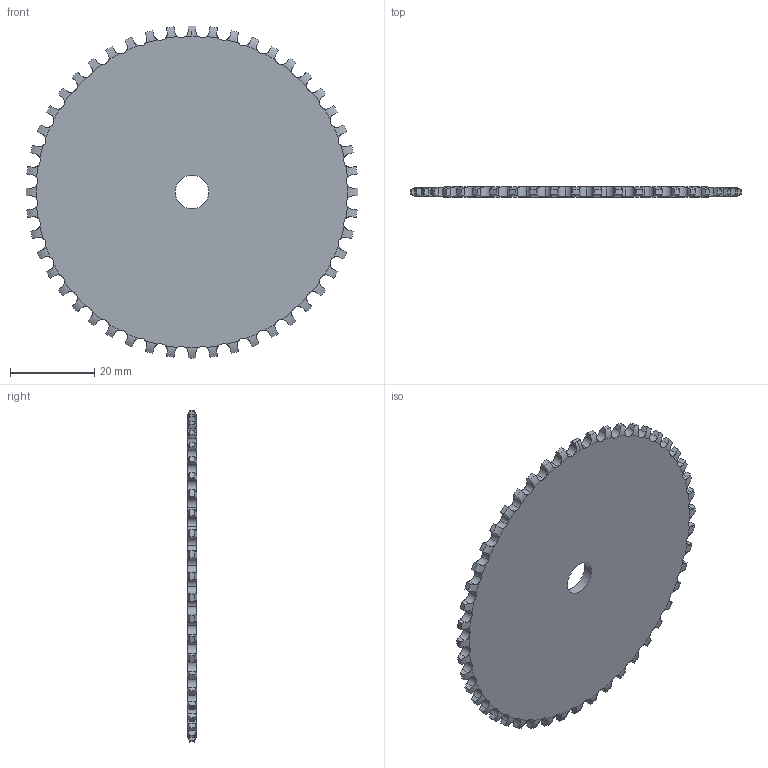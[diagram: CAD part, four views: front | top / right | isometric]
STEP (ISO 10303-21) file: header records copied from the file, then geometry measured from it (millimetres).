
FILE_DESCRIPTION(('FreeCAD Model'),'2;1');
FILE_NAME('Open CASCADE Shape Model','2021-12-27T17:23:13',('FreeCAD'),( 'FreeCAD'),'Open CASCADE STEP processor 7.4','FreeCAD','Unknown');
FILE_SCHEMA(('AUTOMOTIVE_DESIGN { 1 0 10303 214 1 1 1 1 }'));
Products named in the file (1): Open CASCADE STEP translator 7.4 127
Bounding box: 78.6 x 2.3 x 78.6 mm (x, y, z)
Volume: 10133.5 mm3; surface area: 9743 mm2
Topology: 1 solids, 1 shells, 437 faces, 1305 edges, 870 vertices
Faces by surface type: cylinder 241, plane 98, revolution 98
Full cylindrical faces by diameter (mm): 8 x1
Entity records: 45255 total; most frequent: CARTESIAN_POINT 21179, DIRECTION 3982, ORIENTED_EDGE 2610, PCURVE 2610, DEFINITIONAL_REPRESENTATION 2610, LINE 2079, VECTOR 2079, EDGE_CURVE 1305
